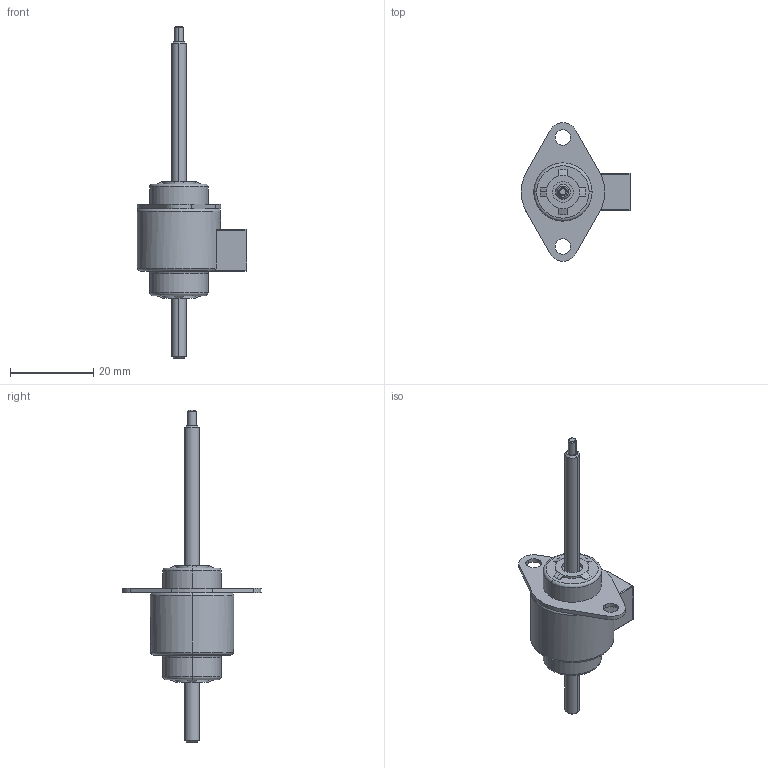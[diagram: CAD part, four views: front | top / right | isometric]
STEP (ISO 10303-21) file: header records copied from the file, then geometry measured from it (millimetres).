
FILE_DESCRIPTION (( 'STEP AP214' ), '1' );
FILE_NAME ('AMETEK-19841-05-76-NW.STEP', '2022-09-08T12:11:18', ( '' ), ( '' ), 'SwSTEP 2.0', 'SolidWorks 2022', '' );
FILE_SCHEMA (( 'AUTOMOTIVE_DESIGN' ));
Length unit declared in the file: millimetre
Products named in the file (3): AMETEK-19841-05-76-NW; G4 19000 Non-Captive Screw_DEFAULT; G4 19000 Non-Captive_Fully Retracted
Assembly tree (2 placements, depth 2):
  AMETEK-19841-05-76-NW
    G4 19000 Non-Captive_Fully Retracted
    G4 19000 Non-Captive Screw_DEFAULT
Bounding box: 26.36 x 33.3 x 79.81 mm (x, y, z)
Volume: 7768.8 mm3; surface area: 4368.9 mm2
Topology: 2 solids, 2 shells, 150 faces, 357 edges, 221 vertices
Faces by surface type: plane 77, cylinder 42, cone 16, torus 11, sphere 4
Entity records: 5439 total; most frequent: CARTESIAN_POINT 823, DIRECTION 767, ORIENTED_EDGE 706, EDGE_CURVE 353, AXIS2_PLACEMENT_3D 283, VERTEX_POINT 221, LINE 201, VECTOR 201
